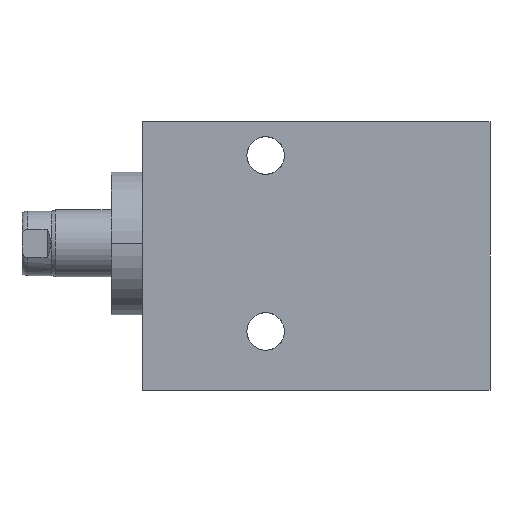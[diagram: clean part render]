
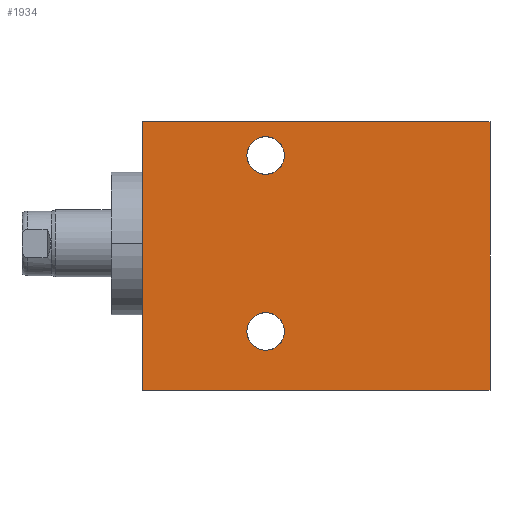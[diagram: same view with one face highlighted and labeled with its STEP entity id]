
A CAD part, front view. The second image highlights one B-rep face of the part: STEP entity #1934.
In plain terms, the highlighted planar face has unit normal (0, -1, 0).
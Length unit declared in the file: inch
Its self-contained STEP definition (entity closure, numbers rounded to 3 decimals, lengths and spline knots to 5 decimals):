
#174=DIRECTION('',(0.,0.,-1.));
#175=VECTOR('',#174,2.);
#176=CARTESIAN_POINT('',(0.,-0.5625,0.906));
#177=LINE('',#176,#175);
#426=DIRECTION('',(0.,0.,-1.));
#427=VECTOR('',#426,2.);
#428=CARTESIAN_POINT('',(2.592,-0.5625,0.906));
#429=LINE('',#428,#427);
#637=DIRECTION('',(1.,0.,0.));
#638=VECTOR('',#637,2.592);
#639=CARTESIAN_POINT('',(0.,-0.5625,0.906));
#640=LINE('',#639,#638);
#644=CARTESIAN_POINT('',(0.918,-0.5625,0.656));
#645=DIRECTION('',(0.,-1.,0.));
#646=DIRECTION('',(1.,0.,0.));
#647=AXIS2_PLACEMENT_3D('',#644,#645,#646);
#652=CARTESIAN_POINT('',(0.918,-0.5625,0.656));
#653=DIRECTION('',(0.,-1.,0.));
#654=DIRECTION('',(-1.,0.,0.));
#655=AXIS2_PLACEMENT_3D('',#652,#653,#654);
#660=CARTESIAN_POINT('',(0.918,-0.5625,-0.657));
#661=DIRECTION('',(0.,-1.,0.));
#662=DIRECTION('',(1.,0.,0.));
#663=AXIS2_PLACEMENT_3D('',#660,#661,#662);
#668=CARTESIAN_POINT('',(0.918,-0.5625,-0.657));
#669=DIRECTION('',(0.,-1.,0.));
#670=DIRECTION('',(-1.,0.,0.));
#671=AXIS2_PLACEMENT_3D('',#668,#669,#670);
#768=DIRECTION('',(1.,0.,0.));
#769=VECTOR('',#768,2.592);
#770=CARTESIAN_POINT('',(0.,-0.5625,-1.094));
#771=LINE('',#770,#769);
#1418=CARTESIAN_POINT('',(0.,-0.5625,0.906));
#1420=VERTEX_POINT('',#1418);
#1421=CARTESIAN_POINT('',(0.,-0.5625,-1.094));
#1422=VERTEX_POINT('',#1421);
#1426=CARTESIAN_POINT('',(2.592,-0.5625,0.906));
#1428=VERTEX_POINT('',#1426);
#1429=CARTESIAN_POINT('',(2.592,-0.5625,-1.094));
#1430=VERTEX_POINT('',#1429);
#1441=CARTESIAN_POINT('',(1.0585,-0.5625,0.656));
#1442=CARTESIAN_POINT('',(0.7775,-0.5625,0.656));
#1443=VERTEX_POINT('',#1441);
#1444=VERTEX_POINT('',#1442);
#1455=CARTESIAN_POINT('',(1.0585,-0.5625,-0.657));
#1456=CARTESIAN_POINT('',(0.7775,-0.5625,-0.657));
#1457=VERTEX_POINT('',#1455);
#1458=VERTEX_POINT('',#1456);
#1913=CARTESIAN_POINT('',(0.,-0.5625,0.906));
#1914=DIRECTION('',(0.,-1.,0.));
#1915=DIRECTION('',(0.,0.,-1.));
#1916=AXIS2_PLACEMENT_3D('',#1913,#1914,#1915);
#1917=PLANE('',#1916);
#1918=ORIENTED_EDGE('',*,*,#1606,.F.);
#1920=ORIENTED_EDGE('',*,*,#1919,.T.);
#1921=ORIENTED_EDGE('',*,*,#1766,.T.);
#1923=ORIENTED_EDGE('',*,*,#1922,.F.);
#1924=EDGE_LOOP('',(#1918,#1920,#1921,#1923));
#1925=FACE_OUTER_BOUND('',#1924,.F.);
#1926=ORIENTED_EDGE('',*,*,#1689,.T.);
#1927=ORIENTED_EDGE('',*,*,#1706,.T.);
#1928=EDGE_LOOP('',(#1926,#1927));
#1929=FACE_BOUND('',#1928,.F.);
#1930=ORIENTED_EDGE('',*,*,#1848,.T.);
#1931=ORIENTED_EDGE('',*,*,#1865,.T.);
#1932=EDGE_LOOP('',(#1930,#1931));
#1933=FACE_BOUND('',#1932,.F.);
#1934=ADVANCED_FACE('',(#1925,#1929,#1933),#1917,.T.);
#648=CIRCLE('',#647,0.1405);
#656=CIRCLE('',#655,0.1405);
#664=CIRCLE('',#663,0.1405);
#672=CIRCLE('',#671,0.1405);
#1606=EDGE_CURVE('',#1420,#1422,#177,.T.);
#1689=EDGE_CURVE('',#1443,#1444,#648,.T.);
#1706=EDGE_CURVE('',#1444,#1443,#656,.T.);
#1766=EDGE_CURVE('',#1428,#1430,#429,.T.);
#1848=EDGE_CURVE('',#1457,#1458,#664,.T.);
#1865=EDGE_CURVE('',#1458,#1457,#672,.T.);
#1919=EDGE_CURVE('',#1420,#1428,#640,.T.);
#1922=EDGE_CURVE('',#1422,#1430,#771,.T.);
